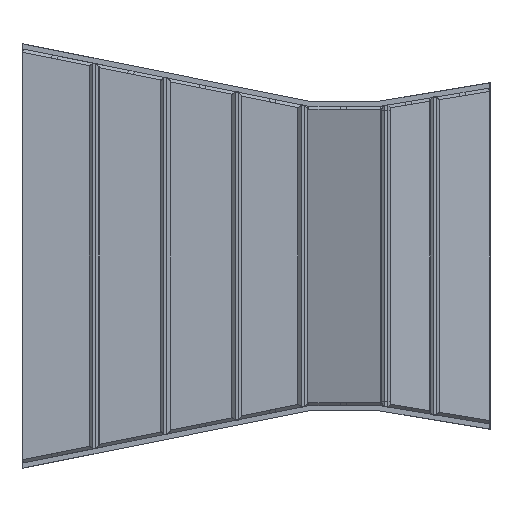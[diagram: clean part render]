
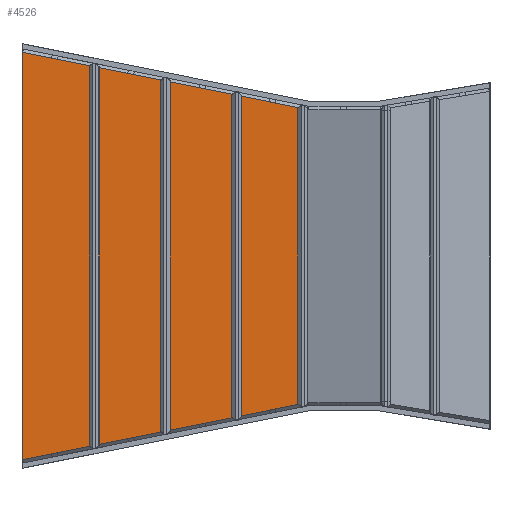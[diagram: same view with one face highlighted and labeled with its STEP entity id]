
A CAD part, front view. The second image highlights one B-rep face of the part: STEP entity #4526.
In plain terms, the highlighted planar face has unit normal (0, -1, 0).
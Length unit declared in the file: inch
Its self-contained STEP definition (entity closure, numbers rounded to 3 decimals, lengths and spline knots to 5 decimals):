
#877 = CARTESIAN_POINT ( 'NONE',  ( -105.87616, -0.25, 67.07984 ) ) ;
#960 = CARTESIAN_POINT ( 'NONE',  ( -105.87616, -0.25, -67.07984 ) ) ;
#1071 = FACE_OUTER_BOUND ( 'NONE', #13097, .T. ) ;
#1537 = CARTESIAN_POINT ( 'NONE',  ( -12.04533, -0.25, -48.26407 ) ) ;
#1620 = VERTEX_POINT ( 'NONE', #877 ) ;
#1947 = AXIS2_PLACEMENT_3D ( 'NONE', #11055, #14915, #3579 ) ;
#2623 = VECTOR ( 'NONE', #11714, 39.37008 ) ;
#2762 = CARTESIAN_POINT ( 'NONE',  ( -11.95085, -0.25, 48.24512 ) ) ;
#2803 = EDGE_CURVE ( 'NONE', #3263, #6726, #2857, .T. ) ;
#2830 = LINE ( 'NONE', #2762, #4199 ) ;
#2857 = LINE ( 'NONE', #7971, #6197 ) ;
#2940 = DIRECTION ( 'NONE',  ( -0.98, 0., -0.197 ) ) ;
#3134 = ORIENTED_EDGE ( 'NONE', *, *, #14542, .T. ) ;
#3263 = VERTEX_POINT ( 'NONE', #1537 ) ;
#3579 = DIRECTION ( 'NONE',  ( 0., 0., -1. ) ) ;
#4098 = LINE ( 'NONE', #13036, #2623 ) ;
#4199 = VECTOR ( 'NONE', #7866, 39.37008 ) ;
#4526 = ADVANCED_FACE ( 'NONE', ( #1071 ), #9792, .T. ) ;
#4544 = VERTEX_POINT ( 'NONE', #13557 ) ;
#5800 = ORIENTED_EDGE ( 'NONE', *, *, #10553, .F. ) ;
#6112 = DIRECTION ( 'NONE',  ( 0., 0., 1. ) ) ;
#6186 = EDGE_CURVE ( 'NONE', #6726, #1620, #4098, .T. ) ;
#6197 = VECTOR ( 'NONE', #2940, 39.37008 ) ;
#6726 = VERTEX_POINT ( 'NONE', #960 ) ;
#7866 = DIRECTION ( 'NONE',  ( 0.98, 0., -0.197 ) ) ;
#7971 = CARTESIAN_POINT ( 'NONE',  ( -11.95085, -0.25, -48.24512 ) ) ;
#9743 = LINE ( 'NONE', #9821, #11294 ) ;
#9792 = PLANE ( 'NONE',  #1947 ) ;
#9821 = CARTESIAN_POINT ( 'NONE',  ( -12.04533, -0.25, -66.875 ) ) ;
#9874 = ORIENTED_EDGE ( 'NONE', *, *, #6186, .F. ) ;
#10553 = EDGE_CURVE ( 'NONE', #1620, #4544, #2830, .T. ) ;
#11055 = CARTESIAN_POINT ( 'NONE',  ( -108.12616, -0.25, -66.875 ) ) ;
#11294 = VECTOR ( 'NONE', #6112, 39.37008 ) ;
#11714 = DIRECTION ( 'NONE',  ( 0., 0., 1. ) ) ;
#13036 = CARTESIAN_POINT ( 'NONE',  ( -105.87616, -0.25, -66.875 ) ) ;
#13097 = EDGE_LOOP ( 'NONE', ( #9874, #15454, #3134, #5800 ) ) ;
#13557 = CARTESIAN_POINT ( 'NONE',  ( -12.04533, -0.25, 48.26407 ) ) ;
#14542 = EDGE_CURVE ( 'NONE', #3263, #4544, #9743, .T. ) ;
#14915 = DIRECTION ( 'NONE',  ( 0., -1., 0. ) ) ;
#15454 = ORIENTED_EDGE ( 'NONE', *, *, #2803, .F. ) ;
